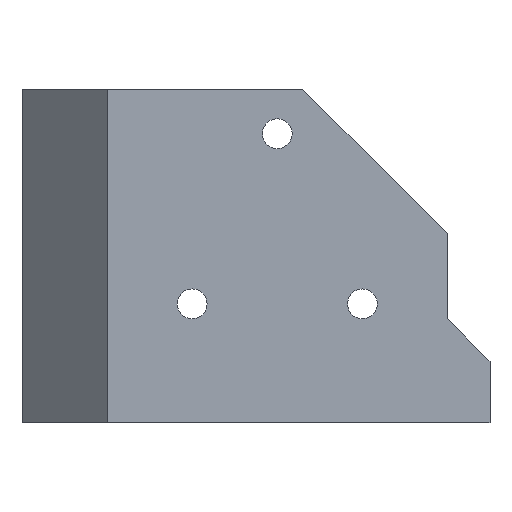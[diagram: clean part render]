
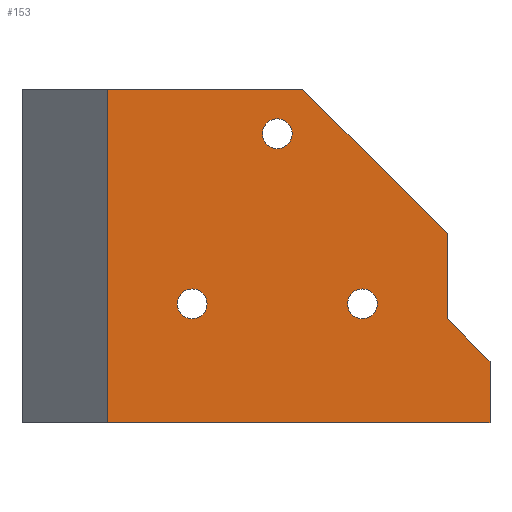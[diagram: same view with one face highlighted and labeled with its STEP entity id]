
A CAD part, front view. The second image highlights one B-rep face of the part: STEP entity #153.
In plain terms, the highlighted planar face has unit normal (0, -1, 0).
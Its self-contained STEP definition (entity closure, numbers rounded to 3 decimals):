
#14 = ORIENTED_EDGE ( 'NONE', *, *, #1007, .F. ) ;
#17 = ORIENTED_EDGE ( 'NONE', *, *, #572, .F. ) ;
#41 = DIRECTION ( 'NONE',  ( 1., 0., 0. ) ) ;
#43 = AXIS2_PLACEMENT_3D ( 'NONE', #417, #192, #166 ) ;
#46 = ORIENTED_EDGE ( 'NONE', *, *, #1566, .F. ) ;
#68 = CARTESIAN_POINT ( 'NONE',  ( 20., 0., 14. ) ) ;
#78 = ORIENTED_EDGE ( 'NONE', *, *, #1353, .F. ) ;
#88 = VERTEX_POINT ( 'NONE', #757 ) ;
#96 = EDGE_CURVE ( 'NONE', #146, #1327, #1033, .T. ) ;
#98 = VERTEX_POINT ( 'NONE', #1149 ) ;
#114 = CARTESIAN_POINT ( 'NONE',  ( 30., 0., 32.25 ) ) ;
#121 = ORIENTED_EDGE ( 'NONE', *, *, #96, .T. ) ;
#126 = DIRECTION ( 'NONE',  ( 0., 0., 1. ) ) ;
#145 = CIRCLE ( 'NONE', #1258, 1.75 ) ;
#146 = VERTEX_POINT ( 'NONE', #408 ) ;
#153 = ADVANCED_FACE ( 'NONE', ( #300, #184, #647, #1142 ), #339, .F. ) ;
#154 = VERTEX_POINT ( 'NONE', #1567 ) ;
#166 = DIRECTION ( 'NONE',  ( 0., 0., 1. ) ) ;
#173 = CARTESIAN_POINT ( 'NONE',  ( 40., 0., 14. ) ) ;
#184 = FACE_BOUND ( 'NONE', #1126, .T. ) ;
#192 = DIRECTION ( 'NONE',  ( 0., -1., 0. ) ) ;
#240 = CARTESIAN_POINT ( 'NONE',  ( 55., 0., 0. ) ) ;
#245 = VERTEX_POINT ( 'NONE', #114 ) ;
#271 = AXIS2_PLACEMENT_3D ( 'NONE', #562, #1325, #1069 ) ;
#292 = CARTESIAN_POINT ( 'NONE',  ( 20., 0., 15.75 ) ) ;
#300 = FACE_BOUND ( 'NONE', #981, .T. ) ;
#304 = VERTEX_POINT ( 'NONE', #1063 ) ;
#305 = DIRECTION ( 'NONE',  ( 0., 0., -1. ) ) ;
#319 = CARTESIAN_POINT ( 'NONE',  ( 55., 0., 39.25 ) ) ;
#332 = DIRECTION ( 'NONE',  ( 0., 0., 1. ) ) ;
#338 = EDGE_CURVE ( 'NONE', #304, #154, #1458, .T. ) ;
#339 = PLANE ( 'NONE',  #271 ) ;
#343 = DIRECTION ( 'NONE',  ( 0., 0., 1. ) ) ;
#364 = DIRECTION ( 'NONE',  ( 0.707, 0., -0.707 ) ) ;
#369 = AXIS2_PLACEMENT_3D ( 'NONE', #1060, #922, #695 ) ;
#373 = VECTOR ( 'NONE', #1444, 1000. ) ;
#383 = ORIENTED_EDGE ( 'NONE', *, *, #1058, .F. ) ;
#385 = CARTESIAN_POINT ( 'NONE',  ( 10., 0., 5. ) ) ;
#398 = VERTEX_POINT ( 'NONE', #731 ) ;
#408 = CARTESIAN_POINT ( 'NONE',  ( 10., 0., 0. ) ) ;
#417 = CARTESIAN_POINT ( 'NONE',  ( 40., 0., 14. ) ) ;
#423 = CARTESIAN_POINT ( 'NONE',  ( 55., 0., 0. ) ) ;
#434 = CARTESIAN_POINT ( 'NONE',  ( 50., 0., 22.25 ) ) ;
#448 = AXIS2_PLACEMENT_3D ( 'NONE', #173, #630, #1517 ) ;
#465 = VECTOR ( 'NONE', #41, 1000. ) ;
#486 = EDGE_CURVE ( 'NONE', #1121, #1327, #639, .T. ) ;
#490 = CARTESIAN_POINT ( 'NONE',  ( 30., 0., 34. ) ) ;
#553 = CARTESIAN_POINT ( 'NONE',  ( 30., 0., 34. ) ) ;
#562 = CARTESIAN_POINT ( 'NONE',  ( 55., 0., 5. ) ) ;
#572 = EDGE_CURVE ( 'NONE', #1448, #398, #863, .T. ) ;
#587 = CIRCLE ( 'NONE', #448, 1.75 ) ;
#611 = EDGE_CURVE ( 'NONE', #1151, #245, #145, .T. ) ;
#630 = DIRECTION ( 'NONE',  ( 0., -1., 0. ) ) ;
#639 = LINE ( 'NONE', #1402, #1204 ) ;
#640 = CARTESIAN_POINT ( 'NONE',  ( 40., 0., 12.25 ) ) ;
#647 = FACE_BOUND ( 'NONE', #715, .T. ) ;
#691 = VECTOR ( 'NONE', #798, 1000. ) ;
#695 = DIRECTION ( 'NONE',  ( 0., 0., 1. ) ) ;
#714 = CIRCLE ( 'NONE', #43, 1.75 ) ;
#715 = EDGE_LOOP ( 'NONE', ( #17, #1057 ) ) ;
#731 = CARTESIAN_POINT ( 'NONE',  ( 20., 0., 12.25 ) ) ;
#757 = CARTESIAN_POINT ( 'NONE',  ( 40., 0., 15.75 ) ) ;
#796 = LINE ( 'NONE', #319, #1056 ) ;
#798 = DIRECTION ( 'NONE',  ( 0.707, 0., -0.707 ) ) ;
#822 = ORIENTED_EDGE ( 'NONE', *, *, #338, .F. ) ;
#863 = CIRCLE ( 'NONE', #369, 1.75 ) ;
#868 = EDGE_LOOP ( 'NONE', ( #46, #822, #1383, #1581, #121, #1484, #383 ) ) ;
#914 = DIRECTION ( 'NONE',  ( 0., 0., -1. ) ) ;
#922 = DIRECTION ( 'NONE',  ( 0., -1., 0. ) ) ;
#939 = VECTOR ( 'NONE', #364, 1000. ) ;
#981 = EDGE_LOOP ( 'NONE', ( #78, #14 ) ) ;
#985 = LINE ( 'NONE', #1295, #691 ) ;
#1007 = EDGE_CURVE ( 'NONE', #1336, #88, #714, .T. ) ;
#1011 = VECTOR ( 'NONE', #914, 1000. ) ;
#1031 = ORIENTED_EDGE ( 'NONE', *, *, #1225, .F. ) ;
#1033 = LINE ( 'NONE', #423, #465 ) ;
#1053 = AXIS2_PLACEMENT_3D ( 'NONE', #68, #1280, #332 ) ;
#1056 = VECTOR ( 'NONE', #1270, 1000. ) ;
#1057 = ORIENTED_EDGE ( 'NONE', *, *, #1108, .F. ) ;
#1058 = EDGE_CURVE ( 'NONE', #98, #1121, #985, .T. ) ;
#1060 = CARTESIAN_POINT ( 'NONE',  ( 20., 0., 14. ) ) ;
#1063 = CARTESIAN_POINT ( 'NONE',  ( 33., 0., 39.25 ) ) ;
#1069 = DIRECTION ( 'NONE',  ( 0., 0., 1. ) ) ;
#1070 = LINE ( 'NONE', #385, #373 ) ;
#1108 = EDGE_CURVE ( 'NONE', #398, #1448, #1572, .T. ) ;
#1121 = VERTEX_POINT ( 'NONE', #1426 ) ;
#1126 = EDGE_LOOP ( 'NONE', ( #1195, #1031 ) ) ;
#1129 = AXIS2_PLACEMENT_3D ( 'NONE', #490, #1214, #126 ) ;
#1142 = FACE_OUTER_BOUND ( 'NONE', #868, .T. ) ;
#1149 = CARTESIAN_POINT ( 'NONE',  ( 50., 0., 12.25 ) ) ;
#1151 = VERTEX_POINT ( 'NONE', #1536 ) ;
#1195 = ORIENTED_EDGE ( 'NONE', *, *, #611, .F. ) ;
#1204 = VECTOR ( 'NONE', #305, 1000. ) ;
#1213 = CARTESIAN_POINT ( 'NONE',  ( 33., 0., 39.25 ) ) ;
#1214 = DIRECTION ( 'NONE',  ( 0., -1., 0. ) ) ;
#1225 = EDGE_CURVE ( 'NONE', #245, #1151, #1500, .T. ) ;
#1234 = EDGE_CURVE ( 'NONE', #1434, #146, #1070, .T. ) ;
#1247 = CARTESIAN_POINT ( 'NONE',  ( 10., 0., 39.25 ) ) ;
#1258 = AXIS2_PLACEMENT_3D ( 'NONE', #553, #1318, #343 ) ;
#1270 = DIRECTION ( 'NONE',  ( -1., 0., 0. ) ) ;
#1280 = DIRECTION ( 'NONE',  ( 0., -1., 0. ) ) ;
#1295 = CARTESIAN_POINT ( 'NONE',  ( 50., 0., 12.25 ) ) ;
#1318 = DIRECTION ( 'NONE',  ( 0., -1., 0. ) ) ;
#1325 = DIRECTION ( 'NONE',  ( 0., 1., 0. ) ) ;
#1327 = VERTEX_POINT ( 'NONE', #240 ) ;
#1336 = VERTEX_POINT ( 'NONE', #640 ) ;
#1353 = EDGE_CURVE ( 'NONE', #88, #1336, #587, .T. ) ;
#1383 = ORIENTED_EDGE ( 'NONE', *, *, #1475, .T. ) ;
#1402 = CARTESIAN_POINT ( 'NONE',  ( 55., 0., 5. ) ) ;
#1426 = CARTESIAN_POINT ( 'NONE',  ( 55., 0., 7.25 ) ) ;
#1434 = VERTEX_POINT ( 'NONE', #1247 ) ;
#1444 = DIRECTION ( 'NONE',  ( 0., 0., -1. ) ) ;
#1448 = VERTEX_POINT ( 'NONE', #292 ) ;
#1458 = LINE ( 'NONE', #1213, #939 ) ;
#1475 = EDGE_CURVE ( 'NONE', #304, #1434, #796, .T. ) ;
#1484 = ORIENTED_EDGE ( 'NONE', *, *, #486, .F. ) ;
#1500 = CIRCLE ( 'NONE', #1129, 1.75 ) ;
#1517 = DIRECTION ( 'NONE',  ( 0., 0., 1. ) ) ;
#1534 = LINE ( 'NONE', #434, #1011 ) ;
#1536 = CARTESIAN_POINT ( 'NONE',  ( 30., 0., 35.75 ) ) ;
#1566 = EDGE_CURVE ( 'NONE', #154, #98, #1534, .T. ) ;
#1567 = CARTESIAN_POINT ( 'NONE',  ( 50., 0., 22.25 ) ) ;
#1572 = CIRCLE ( 'NONE', #1053, 1.75 ) ;
#1581 = ORIENTED_EDGE ( 'NONE', *, *, #1234, .T. ) ;
